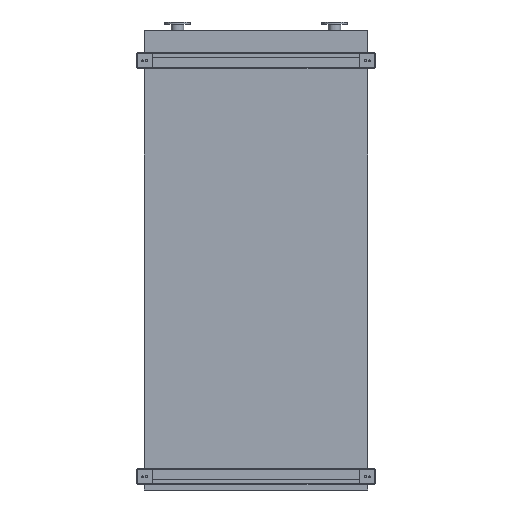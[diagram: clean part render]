
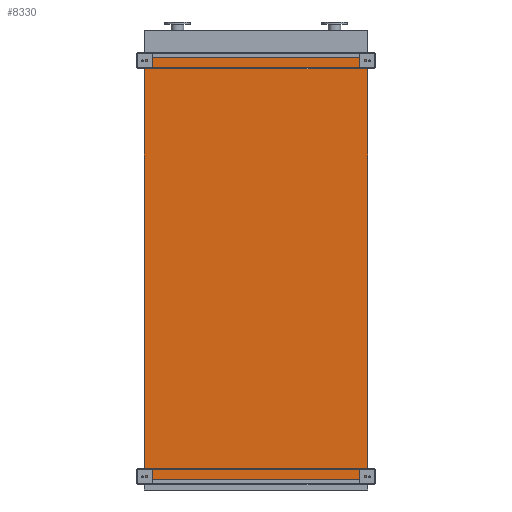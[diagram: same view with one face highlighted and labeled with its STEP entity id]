
A CAD part, front view. The second image highlights one B-rep face of the part: STEP entity #8330.
In plain terms, the highlighted planar face has unit normal (0, -1, 0).
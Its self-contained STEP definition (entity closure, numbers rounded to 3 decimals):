
#1174 = CARTESIAN_POINT ( 'NONE',  ( -965., 0., 0. ) ) ;
#1229 = ORIENTED_EDGE ( 'NONE', *, *, #6955, .F. ) ;
#1837 = CARTESIAN_POINT ( 'NONE',  ( -965., 0., -3650. ) ) ;
#1996 = FACE_OUTER_BOUND ( 'NONE', #16693, .T. ) ;
#5490 = VECTOR ( 'NONE', #6571, 1000. ) ;
#5630 = ORIENTED_EDGE ( 'NONE', *, *, #17845, .F. ) ;
#6203 = ORIENTED_EDGE ( 'NONE', *, *, #16618, .T. ) ;
#6571 = DIRECTION ( 'NONE',  ( 1., 0., 0. ) ) ;
#6726 = DIRECTION ( 'NONE',  ( 1., 0., 0. ) ) ;
#6955 = EDGE_CURVE ( 'NONE', #16341, #10409, #12770, .T. ) ;
#7092 = CARTESIAN_POINT ( 'NONE',  ( -965., 0., -3650. ) ) ;
#7233 = LINE ( 'NONE', #19574, #16430 ) ;
#7446 = DIRECTION ( 'NONE',  ( 0., 0., -1. ) ) ;
#8330 = ADVANCED_FACE ( 'NONE', ( #1996 ), #23899, .T. ) ;
#10409 = VERTEX_POINT ( 'NONE', #1174 ) ;
#11121 = ORIENTED_EDGE ( 'NONE', *, *, #21538, .T. ) ;
#11615 = VECTOR ( 'NONE', #18086, 1000. ) ;
#12770 = LINE ( 'NONE', #7092, #11615 ) ;
#13382 = VERTEX_POINT ( 'NONE', #16657 ) ;
#13696 = VERTEX_POINT ( 'NONE', #17513 ) ;
#14696 = LINE ( 'NONE', #17560, #5490 ) ;
#16341 = VERTEX_POINT ( 'NONE', #22385 ) ;
#16430 = VECTOR ( 'NONE', #6726, 1000. ) ;
#16608 = CARTESIAN_POINT ( 'NONE',  ( 965., 0., -3650. ) ) ;
#16618 = EDGE_CURVE ( 'NONE', #16341, #13696, #7233, .T. ) ;
#16657 = CARTESIAN_POINT ( 'NONE',  ( 965., 0., 0. ) ) ;
#16693 = EDGE_LOOP ( 'NONE', ( #5630, #1229, #6203, #11121 ) ) ;
#17310 = AXIS2_PLACEMENT_3D ( 'NONE', #1837, #18440, #7446 ) ;
#17513 = CARTESIAN_POINT ( 'NONE',  ( 965., 0., -3650. ) ) ;
#17560 = CARTESIAN_POINT ( 'NONE',  ( -965., 0., 0. ) ) ;
#17845 = EDGE_CURVE ( 'NONE', #10409, #13382, #14696, .T. ) ;
#18086 = DIRECTION ( 'NONE',  ( 0., 0., 1. ) ) ;
#18440 = DIRECTION ( 'NONE',  ( 0., -1., 0. ) ) ;
#18452 = DIRECTION ( 'NONE',  ( 0., 0., 1. ) ) ;
#19574 = CARTESIAN_POINT ( 'NONE',  ( -965., 0., -3650. ) ) ;
#21538 = EDGE_CURVE ( 'NONE', #13696, #13382, #22357, .T. ) ;
#21776 = VECTOR ( 'NONE', #18452, 1000. ) ;
#22357 = LINE ( 'NONE', #16608, #21776 ) ;
#22385 = CARTESIAN_POINT ( 'NONE',  ( -965., 0., -3650. ) ) ;
#23899 = PLANE ( 'NONE',  #17310 ) ;
